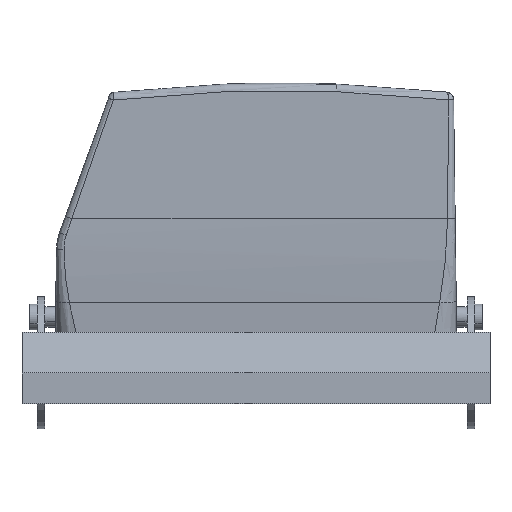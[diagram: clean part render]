
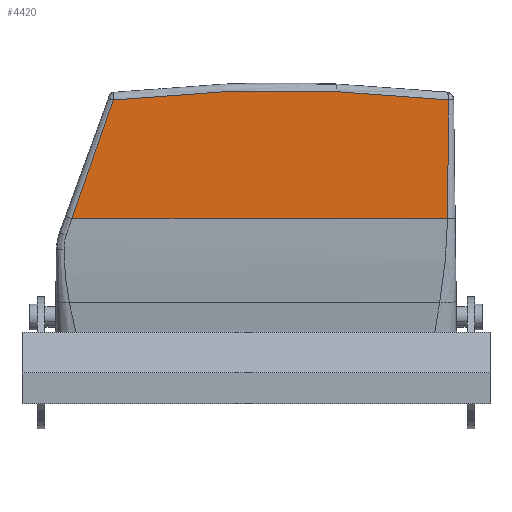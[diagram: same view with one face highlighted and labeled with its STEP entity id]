
A CAD part, left-side view. The second image highlights one B-rep face of the part: STEP entity #4420.
In plain terms, the highlighted planar face has unit normal (-1, 0, 0).
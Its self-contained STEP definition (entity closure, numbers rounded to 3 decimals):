
#4352=AXIS2_PLACEMENT_3D('Circle Axis2P3D',#4350,#4351,$) ;
#4367=AXIS2_PLACEMENT_3D('Plane Axis2P3D',#4364,#4365,#4366) ;
#2920=CARTESIAN_POINT('Vertex',(18.25,8.149,64.687)) ;
#3090=CARTESIAN_POINT('Vertex',(18.25,8.344,41.347)) ;
#3094=CARTESIAN_POINT('Control Point',(18.25,8.149,64.687)) ;
#3095=CARTESIAN_POINT('Control Point',(18.25,8.149,64.464)) ;
#3096=CARTESIAN_POINT('Control Point',(18.25,8.148,64.239)) ;
#3097=CARTESIAN_POINT('Control Point',(18.25,8.147,64.017)) ;
#3098=CARTESIAN_POINT('Control Point',(18.25,8.145,63.321)) ;
#3099=CARTESIAN_POINT('Control Point',(18.25,8.143,62.627)) ;
#3100=CARTESIAN_POINT('Control Point',(18.25,8.142,62.154)) ;
#3101=CARTESIAN_POINT('Control Point',(18.25,8.141,61.211)) ;
#3102=CARTESIAN_POINT('Control Point',(18.25,8.142,60.268)) ;
#3103=CARTESIAN_POINT('Control Point',(18.25,8.142,59.797)) ;
#3104=CARTESIAN_POINT('Control Point',(18.25,8.145,58.159)) ;
#3105=CARTESIAN_POINT('Control Point',(18.25,8.152,56.522)) ;
#3106=CARTESIAN_POINT('Control Point',(18.25,8.158,55.356)) ;
#3107=CARTESIAN_POINT('Control Point',(18.25,8.175,53.025)) ;
#3108=CARTESIAN_POINT('Control Point',(18.25,8.197,50.695)) ;
#3109=CARTESIAN_POINT('Control Point',(18.25,8.21,49.53)) ;
#3110=CARTESIAN_POINT('Control Point',(18.25,8.235,47.491)) ;
#3111=CARTESIAN_POINT('Control Point',(18.25,8.265,45.452)) ;
#3112=CARTESIAN_POINT('Control Point',(18.25,8.279,44.578)) ;
#3113=CARTESIAN_POINT('Control Point',(18.25,8.299,43.414)) ;
#3114=CARTESIAN_POINT('Control Point',(18.25,8.324,42.25)) ;
#3115=CARTESIAN_POINT('Control Point',(18.25,8.33,41.95)) ;
#3116=CARTESIAN_POINT('Control Point',(18.25,8.337,41.647)) ;
#3117=CARTESIAN_POINT('Control Point',(18.25,8.344,41.347)) ;
#4347=CARTESIAN_POINT('Vertex',(18.25,74.081,64.661)) ;
#4350=CARTESIAN_POINT('Axis2P3D Location',(18.25,41.,-232.)) ;
#4364=CARTESIAN_POINT('Axis2P3D Location',(18.25,5.096,-16.215)) ;
#4370=CARTESIAN_POINT('Control Point',(18.25,74.081,64.661)) ;
#4371=CARTESIAN_POINT('Control Point',(18.25,74.102,64.602)) ;
#4372=CARTESIAN_POINT('Control Point',(18.25,74.123,64.544)) ;
#4373=CARTESIAN_POINT('Control Point',(18.25,74.144,64.485)) ;
#4374=CARTESIAN_POINT('Control Point',(18.25,74.186,64.369)) ;
#4375=CARTESIAN_POINT('Control Point',(18.25,74.229,64.249)) ;
#4376=CARTESIAN_POINT('Control Point',(18.25,74.252,64.184)) ;
#4377=CARTESIAN_POINT('Control Point',(18.25,74.296,64.06)) ;
#4378=CARTESIAN_POINT('Control Point',(18.25,74.341,63.935)) ;
#4379=CARTESIAN_POINT('Control Point',(18.25,74.364,63.872)) ;
#4380=CARTESIAN_POINT('Control Point',(18.25,74.409,63.746)) ;
#4381=CARTESIAN_POINT('Control Point',(18.25,74.454,63.62)) ;
#4382=CARTESIAN_POINT('Control Point',(18.25,74.477,63.557)) ;
#4383=CARTESIAN_POINT('Control Point',(18.25,74.52,63.435)) ;
#4384=CARTESIAN_POINT('Control Point',(18.25,74.562,63.318)) ;
#4385=CARTESIAN_POINT('Control Point',(18.25,74.587,63.25)) ;
#4386=CARTESIAN_POINT('Control Point',(18.25,74.628,63.135)) ;
#4387=CARTESIAN_POINT('Control Point',(18.25,74.669,63.02)) ;
#4388=CARTESIAN_POINT('Control Point',(18.25,74.69,62.961)) ;
#4389=CARTESIAN_POINT('Control Point',(18.25,74.921,62.315)) ;
#4390=CARTESIAN_POINT('Control Point',(18.25,75.152,61.669)) ;
#4391=CARTESIAN_POINT('Control Point',(18.25,75.361,61.081)) ;
#4392=CARTESIAN_POINT('Control Point',(18.25,75.904,59.554)) ;
#4393=CARTESIAN_POINT('Control Point',(18.25,76.444,58.026)) ;
#4394=CARTESIAN_POINT('Control Point',(18.25,76.751,57.154)) ;
#4395=CARTESIAN_POINT('Control Point',(18.25,77.403,55.297)) ;
#4396=CARTESIAN_POINT('Control Point',(18.25,78.051,53.44)) ;
#4397=CARTESIAN_POINT('Control Point',(18.25,78.372,52.517)) ;
#4398=CARTESIAN_POINT('Control Point',(18.25,79.023,50.641)) ;
#4399=CARTESIAN_POINT('Control Point',(18.25,79.671,48.763)) ;
#4400=CARTESIAN_POINT('Control Point',(18.25,79.963,47.914)) ;
#4401=CARTESIAN_POINT('Control Point',(18.25,80.611,46.032)) ;
#4402=CARTESIAN_POINT('Control Point',(18.25,81.256,44.147)) ;
#4403=CARTESIAN_POINT('Control Point',(18.25,81.575,43.214)) ;
#4404=CARTESIAN_POINT('Control Point',(18.25,81.893,42.281)) ;
#4405=CARTESIAN_POINT('Control Point',(18.25,82.21,41.347)) ;
#4406=CARTESIAN_POINT('Vertex',(18.25,82.21,41.347)) ;
#4409=CARTESIAN_POINT('Line Origine',(18.25,45.277,41.347)) ;
#4351=DIRECTION('Axis2P3D Direction',(-1.,0.,0.)) ;
#4365=DIRECTION('Axis2P3D Direction',(-1.,0.,0.)) ;
#4366=DIRECTION('Axis2P3D XDirection',(0.,-0.17,0.985)) ;
#4410=DIRECTION('Vector Direction',(0.,-1.,0.)) ;
#4411=VECTOR('Line Direction',#4410,1.) ;
#4415=ORIENTED_EDGE('',*,*,#4354,.T.) ;
#4416=ORIENTED_EDGE('',*,*,#4408,.F.) ;
#4417=ORIENTED_EDGE('',*,*,#4413,.T.) ;
#4418=ORIENTED_EDGE('',*,*,#3118,.T.) ;
#4420=ADVANCED_FACE('Hood',(#4419),#4368,.T.) ;
#3093=B_SPLINE_CURVE_WITH_KNOTS('',5,(#3094,#3095,#3096,#3097,#3098,#3099,#3100,#3101,#3102,#3103,#3104,#3105,#3106,#3107,#3108,#3109,#3110,#3111,#3112,#3113,#3114,#3115,#3116,#3117),.UNSPECIFIED.,.F.,.U.,(6,3,3,3,3,3,3,6),(3.926,5.043,7.402,9.761,15.595,21.43,25.811,27.265),.UNSPECIFIED.) ;
#4369=B_SPLINE_CURVE_WITH_KNOTS('',5,(#4370,#4371,#4372,#4373,#4374,#4375,#4376,#4377,#4378,#4379,#4380,#4381,#4382,#4383,#4384,#4385,#4386,#4387,#4388,#4389,#4390,#4391,#4392,#4393,#4394,#4395,#4396,#4397,#4398,#4399,#4400,#4401,#4402,#4403,#4404,#4405),.UNSPECIFIED.,.F.,.U.,(6,3,3,3,3,3,3,3,3,3,3,6),(0.,0.442,0.879,1.32,1.762,2.185,2.627,7.042,14.097,21.047,28.172,35.149),.UNSPECIFIED.) ;
#4353=CIRCLE('generated circle',#4352,298.5) ;
#3118=EDGE_CURVE('',#3091,#2921,#3093,.F.) ;
#4354=EDGE_CURVE('',#2921,#4348,#4353,.T.) ;
#4408=EDGE_CURVE('',#4407,#4348,#4369,.F.) ;
#4413=EDGE_CURVE('',#4407,#3091,#4412,.T.) ;
#4414=EDGE_LOOP('',(#4415,#4416,#4417,#4418)) ;
#4419=FACE_OUTER_BOUND('',#4414,.T.) ;
#4412=LINE('Line',#4409,#4411) ;
#4368=PLANE('',#4367) ;
#2921=VERTEX_POINT('',#2920) ;
#3091=VERTEX_POINT('',#3090) ;
#4348=VERTEX_POINT('',#4347) ;
#4407=VERTEX_POINT('',#4406) ;
